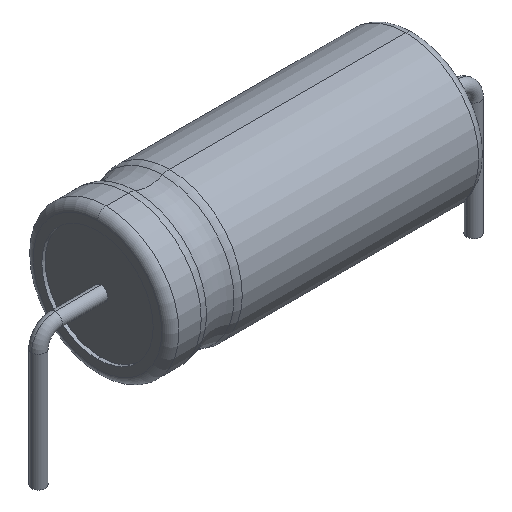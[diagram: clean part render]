
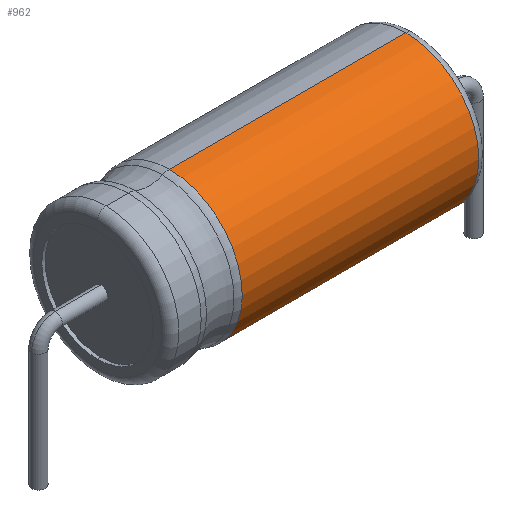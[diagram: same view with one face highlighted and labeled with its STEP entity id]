
A CAD part, isometric view. The second image highlights one B-rep face of the part: STEP entity #962.
In plain terms, the highlighted cylindrical face has radius 4.25 mm (diameter 8.5 mm), a partial arc.
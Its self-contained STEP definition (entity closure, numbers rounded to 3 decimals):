
#838=CARTESIAN_POINT('',(8.75,0.0,0.));
#839=VERTEX_POINT('',#838);
#856=CARTESIAN_POINT('',(8.75,0.,8.5));
#857=VERTEX_POINT('',#856);
#865=CARTESIAN_POINT('',(8.75,0.0,4.25));
#866=DIRECTION('',(1.0,0.0,0.0));
#867=DIRECTION('',(0.0,0.0,1.0));
#868=AXIS2_PLACEMENT_3D('',#865,#866,#867);
#869=CIRCLE('',#868,4.25);
#870=EDGE_CURVE('',#857,#839,#869,.T.);
#931=CARTESIAN_POINT('',(0.,0.0,4.25));
#932=DIRECTION('',(1.0,0.0,0.));
#933=DIRECTION('',(0.0,0.0,-1.0));
#934=AXIS2_PLACEMENT_3D('',#931,#932,#933);
#935=CYLINDRICAL_SURFACE('',#934,4.25);
#936=CARTESIAN_POINT('',(-5.051,0.0,0.));
#937=VERTEX_POINT('',#936);
#938=CARTESIAN_POINT('',(8.75,0.0,0.));
#939=DIRECTION('',(-1.0,0.0,0.0));
#940=VECTOR('',#939,13.801);
#941=LINE('',#938,#940);
#942=EDGE_CURVE('',#839,#937,#941,.T.);
#943=ORIENTED_EDGE('',*,*,#942,.F.);
#944=ORIENTED_EDGE('',*,*,#870,.F.);
#945=CARTESIAN_POINT('',(-5.051,0.0,8.5));
#946=VERTEX_POINT('',#945);
#947=CARTESIAN_POINT('',(8.75,0.,8.5));
#948=DIRECTION('',(-1.0,0.0,0.0));
#949=VECTOR('',#948,13.801);
#950=LINE('',#947,#949);
#951=EDGE_CURVE('',#857,#946,#950,.T.);
#952=ORIENTED_EDGE('',*,*,#951,.T.);
#953=CARTESIAN_POINT('',(-5.051,0.0,4.25));
#954=DIRECTION('',(-1.0,0.0,0.0));
#955=DIRECTION('',(0.0,0.0,-1.0));
#956=AXIS2_PLACEMENT_3D('',#953,#954,#955);
#957=CIRCLE('',#956,4.25);
#958=EDGE_CURVE('',#937,#946,#957,.T.);
#959=ORIENTED_EDGE('',*,*,#958,.F.);
#960=EDGE_LOOP('',(#943,#944,#952,#959));
#961=FACE_OUTER_BOUND('',#960,.T.);
#962=ADVANCED_FACE('',(#961),#935,.T.);
